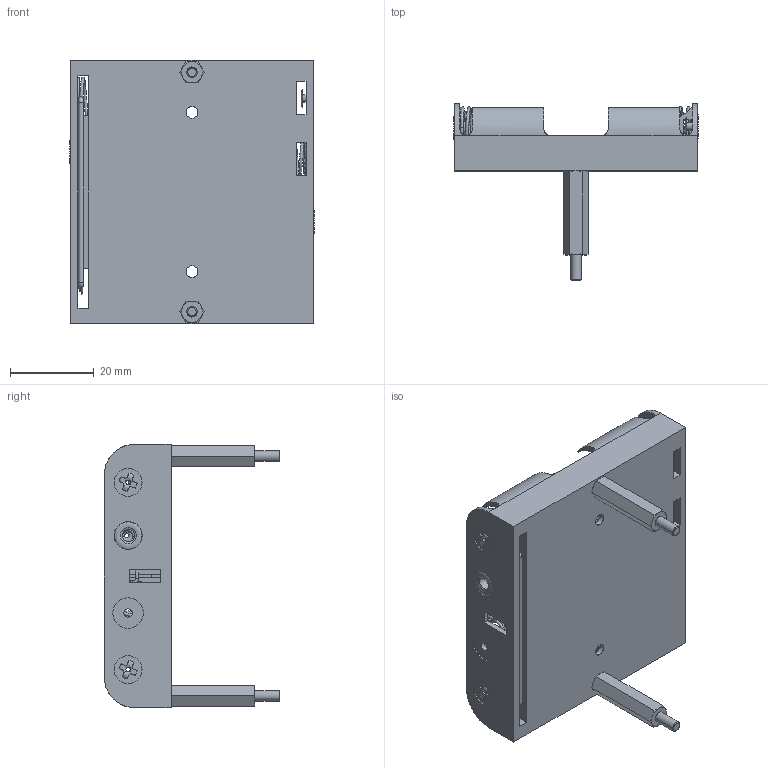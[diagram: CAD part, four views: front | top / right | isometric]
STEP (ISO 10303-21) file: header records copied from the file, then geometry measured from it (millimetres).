
FILE_DESCRIPTION(/* description */ (''),/* implementation_level */ '2;1');
FILE_NAME(/* name */ '2478 with standoffs.step',/* time_stamp */ '2024-04-07T20:14:29+10:00',/* author */ (''),/* organization */ (''),/* preprocessor_version */ 'ST-DEVELOPER v20',/* originating_system */ 'Autodesk Translation Framework v12.20.1.177',/* authorisation */ '');
FILE_SCHEMA (('AUTOMOTIVE_DESIGN { 1 0 10303 214 3 1 1 }'));
Products named in the file (2): 2478CN; hexagonal_spacer_MF_M2.5_H20_HEX5_FTD6_MTL6
Assembly tree (2 placements, depth 2):
  2478CN
    hexagonal_spacer_MF_M2.5_H20_HEX5_FTD6_MTL6  x2
Bounding box: 58.39 x 42 x 62.99 mm (x, y, z)
Volume: 12761.8 mm3; surface area: 18826.5 mm2
Topology: 14 solids, 14 shells, 968 faces, 2571 edges, 1696 vertices
Faces by surface type: plane 690, bspline 164, cylinder 88, torus 14, cone 12
Full cylindrical faces by diameter (mm): 1.024 x4, 1.219 x3, 1.778 x10, 2 x1, 2.286 x2, 2.5 x4, 2.8 x2, 2.935 x2, 3 x2, 3.81 x5, 6.655 x6, 7.264 x1
Entity records: 44430 total; most frequent: CARTESIAN_POINT 20543, ORIENTED_EDGE 5072, DIRECTION 3984, EDGE_CURVE 2536, LINE 1896, VECTOR 1896, VERTEX_POINT 1675, EDGE_LOOP 1085
